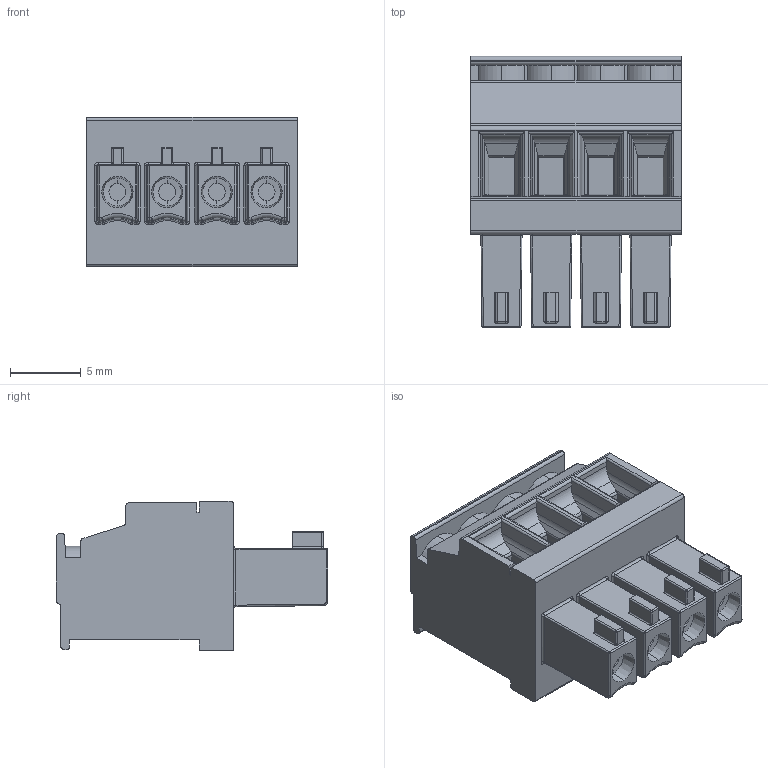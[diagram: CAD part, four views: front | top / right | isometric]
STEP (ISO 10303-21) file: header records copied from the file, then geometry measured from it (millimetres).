
FILE_DESCRIPTION(/* description */ (''),/* implementation_level */ '2;1');
FILE_NAME(/* name */ '15EDGKA-3.5-04P-1Y-100A(H).stp',/* time_stamp */ '2020-06-01T14:33:24+08:00',/* author */ (''),/* organization */ (''),/* preprocessor_version */ 'ST-DEVELOPER v14',/* originating_system */ 'SIEMENS PLM Software NX 8.0',/* authorisation */ '');
FILE_SCHEMA (('AP203_CONFIGURATION_CONTROLLED_3D_DESIGN_OF_MECHANICAL_PARTS_AND_ASSEMBLIES_MIM_LF { 1 0 10303 403 2 1 2}'));
Length unit declared in the file: millimetre
Products named in the file (1): Admi094CE9558fvc
Bounding box: 14.8 x 19.1 x 10.5 mm (x, y, z)
Volume: 1803.8 mm3; surface area: 1543.4 mm2
Topology: 1 solids, 1 shells, 792 faces, 2124 edges, 1358 vertices
Faces by surface type: plane 451, cylinder 192, torus 52, cone 49, bspline 32, sphere 16
Entity records: 27507 total; most frequent: CARTESIAN_POINT 8290, ORIENTED_EDGE 4248, DIRECTION 3668, EDGE_CURVE 2124, LINE 1402, VECTOR 1402, VERTEX_POINT 1358, AXIS2_PLACEMENT_3D 1133
